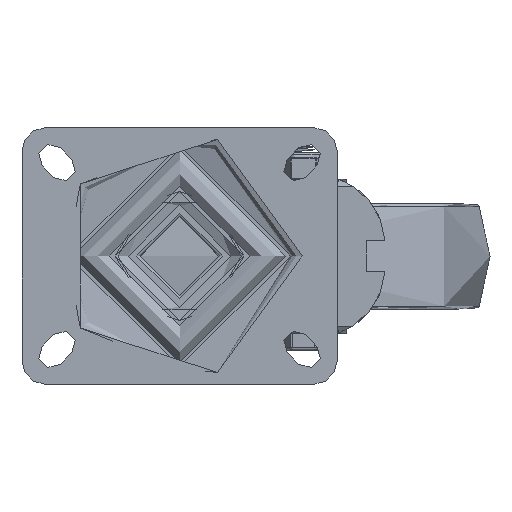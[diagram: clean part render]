
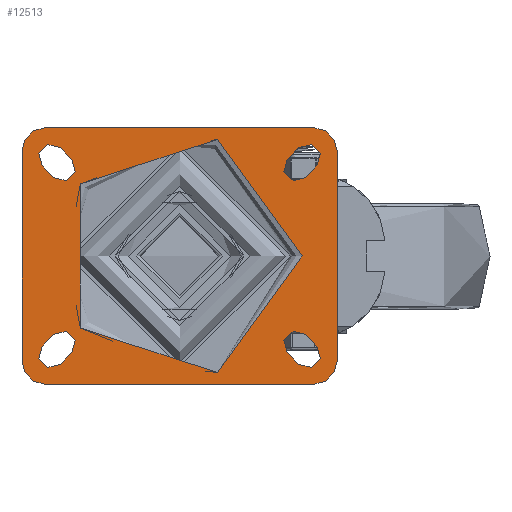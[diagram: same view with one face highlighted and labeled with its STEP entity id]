
A CAD part, top view. The second image highlights one B-rep face of the part: STEP entity #12513.
In plain terms, the highlighted planar face has unit normal (0, 0, 1).
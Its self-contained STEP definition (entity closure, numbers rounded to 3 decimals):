
#1267=FACE_BOUND('',#4782,.T.);
#1268=FACE_BOUND('',#4783,.T.);
#1269=FACE_BOUND('',#4784,.T.);
#1270=FACE_BOUND('',#4785,.T.);
#1271=FACE_BOUND('',#4786,.T.);
#1516=PLANE('',#13683);
#2212=LINE('',#30735,#2993);
#2213=LINE('',#30736,#2994);
#2214=LINE('',#30737,#2995);
#2215=LINE('',#30738,#2996);
#2216=LINE('',#30739,#2997);
#2217=LINE('',#30740,#2998);
#2218=LINE('',#30741,#2999);
#2219=LINE('',#30742,#3000);
#2220=LINE('',#30743,#3001);
#2221=LINE('',#30744,#3002);
#2222=LINE('',#30745,#3003);
#2223=LINE('',#30746,#3004);
#2993=VECTOR('',#16321,1000.);
#2994=VECTOR('',#16322,1000.);
#2995=VECTOR('',#16323,1000.);
#2996=VECTOR('',#16324,1000.);
#2997=VECTOR('',#16325,1000.);
#2998=VECTOR('',#16326,1000.);
#2999=VECTOR('',#16327,1000.);
#3000=VECTOR('',#16328,1000.);
#3001=VECTOR('',#16329,1000.);
#3002=VECTOR('',#16330,1000.);
#3003=VECTOR('',#16331,1000.);
#3004=VECTOR('',#16332,1000.);
#3930=FACE_OUTER_BOUND('',#4781,.T.);
#4781=EDGE_LOOP('',(#11346,#11347,#11348,#11349,#11350,#11351,#11352,#11353));
#4782=EDGE_LOOP('',(#11354));
#4783=EDGE_LOOP('',(#11355,#11356,#11357,#11358));
#4784=EDGE_LOOP('',(#11359,#11360,#11361,#11362));
#4785=EDGE_LOOP('',(#11363,#11364,#11365,#11366));
#4786=EDGE_LOOP('',(#11367,#11368,#11369,#11370));
#5261=CIRCLE('',#13595,5.5);
#5262=CIRCLE('',#13597,5.5);
#5265=CIRCLE('',#13601,5.5);
#5266=CIRCLE('',#13603,5.5);
#5269=CIRCLE('',#13607,5.5);
#5270=CIRCLE('',#13609,5.5);
#5273=CIRCLE('',#13613,5.5);
#5274=CIRCLE('',#13615,5.5);
#5280=CIRCLE('',#13624,10.);
#5282=CIRCLE('',#13627,10.);
#5284=CIRCLE('',#13630,10.);
#5286=CIRCLE('',#13633,10.);
#5290=CIRCLE('',#13638,52.494);
#6327=VERTEX_POINT('',#28313);
#6328=VERTEX_POINT('',#28315);
#6329=VERTEX_POINT('',#28319);
#6330=VERTEX_POINT('',#28320);
#6335=VERTEX_POINT('',#28331);
#6336=VERTEX_POINT('',#28333);
#6337=VERTEX_POINT('',#28337);
#6338=VERTEX_POINT('',#28338);
#6343=VERTEX_POINT('',#28349);
#6344=VERTEX_POINT('',#28351);
#6345=VERTEX_POINT('',#28355);
#6346=VERTEX_POINT('',#28356);
#6351=VERTEX_POINT('',#28367);
#6352=VERTEX_POINT('',#28369);
#6353=VERTEX_POINT('',#28373);
#6354=VERTEX_POINT('',#28374);
#6360=VERTEX_POINT('',#28392);
#6361=VERTEX_POINT('',#28393);
#6364=VERTEX_POINT('',#28401);
#6365=VERTEX_POINT('',#28402);
#6368=VERTEX_POINT('',#28410);
#6369=VERTEX_POINT('',#28411);
#6372=VERTEX_POINT('',#28419);
#6373=VERTEX_POINT('',#28420);
#6377=VERTEX_POINT('',#28430);
#7992=EDGE_CURVE('',#6328,#6327,#5261,.T.);
#7994=EDGE_CURVE('',#6329,#6330,#5262,.T.);
#8000=EDGE_CURVE('',#6336,#6335,#5265,.T.);
#8002=EDGE_CURVE('',#6337,#6338,#5266,.T.);
#8008=EDGE_CURVE('',#6344,#6343,#5269,.T.);
#8010=EDGE_CURVE('',#6345,#6346,#5270,.T.);
#8016=EDGE_CURVE('',#6352,#6351,#5273,.T.);
#8018=EDGE_CURVE('',#6353,#6354,#5274,.T.);
#8027=EDGE_CURVE('',#6360,#6361,#5280,.T.);
#8031=EDGE_CURVE('',#6364,#6365,#5282,.T.);
#8035=EDGE_CURVE('',#6368,#6369,#5284,.T.);
#8039=EDGE_CURVE('',#6372,#6373,#5286,.T.);
#8045=EDGE_CURVE('',#6377,#6377,#5290,.T.);
#8080=EDGE_CURVE('',#6369,#6372,#2212,.T.);
#8081=EDGE_CURVE('',#6365,#6368,#2213,.T.);
#8082=EDGE_CURVE('',#6361,#6364,#2214,.T.);
#8083=EDGE_CURVE('',#6373,#6360,#2215,.T.);
#8084=EDGE_CURVE('',#6351,#6353,#2216,.T.);
#8085=EDGE_CURVE('',#6354,#6352,#2217,.T.);
#8086=EDGE_CURVE('',#6343,#6345,#2218,.T.);
#8087=EDGE_CURVE('',#6346,#6344,#2219,.T.);
#8088=EDGE_CURVE('',#6335,#6337,#2220,.T.);
#8089=EDGE_CURVE('',#6338,#6336,#2221,.T.);
#8090=EDGE_CURVE('',#6327,#6329,#2222,.T.);
#8091=EDGE_CURVE('',#6330,#6328,#2223,.T.);
#11346=ORIENTED_EDGE('',*,*,#8039,.F.);
#11347=ORIENTED_EDGE('',*,*,#8080,.F.);
#11348=ORIENTED_EDGE('',*,*,#8035,.F.);
#11349=ORIENTED_EDGE('',*,*,#8081,.F.);
#11350=ORIENTED_EDGE('',*,*,#8031,.F.);
#11351=ORIENTED_EDGE('',*,*,#8082,.F.);
#11352=ORIENTED_EDGE('',*,*,#8027,.F.);
#11353=ORIENTED_EDGE('',*,*,#8083,.F.);
#11354=ORIENTED_EDGE('',*,*,#8045,.F.);
#11355=ORIENTED_EDGE('',*,*,#8084,.T.);
#11356=ORIENTED_EDGE('',*,*,#8018,.T.);
#11357=ORIENTED_EDGE('',*,*,#8085,.T.);
#11358=ORIENTED_EDGE('',*,*,#8016,.T.);
#11359=ORIENTED_EDGE('',*,*,#8086,.T.);
#11360=ORIENTED_EDGE('',*,*,#8010,.T.);
#11361=ORIENTED_EDGE('',*,*,#8087,.T.);
#11362=ORIENTED_EDGE('',*,*,#8008,.T.);
#11363=ORIENTED_EDGE('',*,*,#8088,.T.);
#11364=ORIENTED_EDGE('',*,*,#8002,.T.);
#11365=ORIENTED_EDGE('',*,*,#8089,.T.);
#11366=ORIENTED_EDGE('',*,*,#8000,.T.);
#11367=ORIENTED_EDGE('',*,*,#8090,.T.);
#11368=ORIENTED_EDGE('',*,*,#7994,.T.);
#11369=ORIENTED_EDGE('',*,*,#8091,.T.);
#11370=ORIENTED_EDGE('',*,*,#7992,.T.);
#12513=ADVANCED_FACE('',(#3930,#1267,#1268,#1269,#1270,#1271),#1516,.T.);
#13595=AXIS2_PLACEMENT_3D('',#28316,#16114,#16115);
#13597=AXIS2_PLACEMENT_3D('',#28321,#16119,#16120);
#13601=AXIS2_PLACEMENT_3D('',#28334,#16130,#16131);
#13603=AXIS2_PLACEMENT_3D('',#28339,#16135,#16136);
#13607=AXIS2_PLACEMENT_3D('',#28352,#16146,#16147);
#13609=AXIS2_PLACEMENT_3D('',#28357,#16151,#16152);
#13613=AXIS2_PLACEMENT_3D('',#28370,#16162,#16163);
#13615=AXIS2_PLACEMENT_3D('',#28375,#16167,#16168);
#13624=AXIS2_PLACEMENT_3D('',#28394,#16188,#16189);
#13627=AXIS2_PLACEMENT_3D('',#28403,#16196,#16197);
#13630=AXIS2_PLACEMENT_3D('',#28412,#16204,#16205);
#13633=AXIS2_PLACEMENT_3D('',#28421,#16212,#16213);
#13638=AXIS2_PLACEMENT_3D('',#28432,#16224,#16225);
#13683=AXIS2_PLACEMENT_3D('',#30734,#16319,#16320);
#16114=DIRECTION('center_axis',(0.,0.,-1.));
#16115=DIRECTION('ref_axis',(-1.,0.,0.));
#16119=DIRECTION('center_axis',(0.,0.,-1.));
#16120=DIRECTION('ref_axis',(-1.,0.,0.));
#16130=DIRECTION('center_axis',(0.,0.,-1.));
#16131=DIRECTION('ref_axis',(-1.,0.,0.));
#16135=DIRECTION('center_axis',(0.,0.,-1.));
#16136=DIRECTION('ref_axis',(-1.,0.,0.));
#16146=DIRECTION('center_axis',(0.,0.,-1.));
#16147=DIRECTION('ref_axis',(1.,0.,0.));
#16151=DIRECTION('center_axis',(0.,0.,-1.));
#16152=DIRECTION('ref_axis',(1.,0.,0.));
#16162=DIRECTION('center_axis',(0.,0.,-1.));
#16163=DIRECTION('ref_axis',(1.,0.,0.));
#16167=DIRECTION('center_axis',(0.,0.,-1.));
#16168=DIRECTION('ref_axis',(1.,0.,0.));
#16188=DIRECTION('center_axis',(0.,0.,-1.));
#16189=DIRECTION('ref_axis',(-0.707,0.707,0.));
#16196=DIRECTION('center_axis',(0.,0.,-1.));
#16197=DIRECTION('ref_axis',(0.707,0.707,0.));
#16204=DIRECTION('center_axis',(0.,0.,-1.));
#16205=DIRECTION('ref_axis',(0.707,-0.707,0.));
#16212=DIRECTION('center_axis',(0.,0.,-1.));
#16213=DIRECTION('ref_axis',(-0.707,-0.707,0.));
#16224=DIRECTION('center_axis',(0.,0.,1.));
#16225=DIRECTION('ref_axis',(-1.,0.,0.));
#16319=DIRECTION('center_axis',(0.,0.,1.));
#16320=DIRECTION('ref_axis',(1.,0.,0.));
#16321=DIRECTION('',(-1.,0.,0.));
#16322=DIRECTION('',(0.,-1.,0.));
#16323=DIRECTION('',(1.,0.,0.));
#16324=DIRECTION('',(0.,1.,0.));
#16325=DIRECTION('',(0.707,-0.707,0.));
#16326=DIRECTION('',(-0.707,0.707,0.));
#16327=DIRECTION('',(0.707,0.707,0.));
#16328=DIRECTION('',(-0.707,-0.707,0.));
#16329=DIRECTION('',(-0.707,-0.707,0.));
#16330=DIRECTION('',(0.707,0.707,0.));
#16331=DIRECTION('',(-0.707,0.707,0.));
#16332=DIRECTION('',(0.707,-0.707,0.));
#28313=CARTESIAN_POINT('',(51.086,-46.364,0.));
#28315=CARTESIAN_POINT('',(58.864,-38.586,0.));
#28316=CARTESIAN_POINT('Origin',(54.975,-42.475,0.));
#28319=CARTESIAN_POINT('',(46.136,-41.414,0.));
#28320=CARTESIAN_POINT('',(53.914,-33.636,0.));
#28321=CARTESIAN_POINT('Origin',(50.025,-37.525,0.));
#28331=CARTESIAN_POINT('',(58.864,38.586,0.));
#28333=CARTESIAN_POINT('',(51.086,46.364,0.));
#28334=CARTESIAN_POINT('Origin',(54.975,42.475,0.));
#28337=CARTESIAN_POINT('',(53.914,33.636,0.));
#28338=CARTESIAN_POINT('',(46.136,41.414,0.));
#28339=CARTESIAN_POINT('Origin',(50.025,37.525,0.));
#28349=CARTESIAN_POINT('',(-58.864,-38.586,0.));
#28351=CARTESIAN_POINT('',(-51.086,-46.364,0.));
#28352=CARTESIAN_POINT('Origin',(-54.975,-42.475,0.));
#28355=CARTESIAN_POINT('',(-53.914,-33.636,0.));
#28356=CARTESIAN_POINT('',(-46.136,-41.414,0.));
#28357=CARTESIAN_POINT('Origin',(-50.025,-37.525,0.));
#28367=CARTESIAN_POINT('',(-51.086,46.364,0.));
#28369=CARTESIAN_POINT('',(-58.864,38.586,0.));
#28370=CARTESIAN_POINT('Origin',(-54.975,42.475,0.));
#28373=CARTESIAN_POINT('',(-46.136,41.414,0.));
#28374=CARTESIAN_POINT('',(-53.914,33.636,0.));
#28375=CARTESIAN_POINT('Origin',(-50.025,37.525,0.));
#28392=CARTESIAN_POINT('',(-67.5,45.,0.));
#28393=CARTESIAN_POINT('',(-57.5,55.,0.));
#28394=CARTESIAN_POINT('Origin',(-57.5,45.,0.));
#28401=CARTESIAN_POINT('',(57.5,55.,0.));
#28402=CARTESIAN_POINT('',(67.5,45.,0.));
#28403=CARTESIAN_POINT('Origin',(57.5,45.,0.));
#28410=CARTESIAN_POINT('',(67.5,-45.,0.));
#28411=CARTESIAN_POINT('',(57.5,-55.,0.));
#28412=CARTESIAN_POINT('Origin',(57.5,-45.,0.));
#28419=CARTESIAN_POINT('',(-57.5,-55.,0.));
#28420=CARTESIAN_POINT('',(-67.5,-45.,0.));
#28421=CARTESIAN_POINT('Origin',(-57.5,-45.,0.));
#28430=CARTESIAN_POINT('',(52.494,0.,0.));
#28432=CARTESIAN_POINT('Origin',(0.,0.,0.));
#30734=CARTESIAN_POINT('Origin',(0.,0.,0.));
#30735=CARTESIAN_POINT('',(67.5,-55.,0.));
#30736=CARTESIAN_POINT('',(67.5,55.,0.));
#30737=CARTESIAN_POINT('',(-67.5,55.,0.));
#30738=CARTESIAN_POINT('',(-67.5,-55.,0.));
#30739=CARTESIAN_POINT('',(-51.086,46.364,0.));
#30740=CARTESIAN_POINT('',(-58.864,38.586,0.));
#30741=CARTESIAN_POINT('',(-58.864,-38.586,0.));
#30742=CARTESIAN_POINT('',(-51.086,-46.364,0.));
#30743=CARTESIAN_POINT('',(58.864,38.586,0.));
#30744=CARTESIAN_POINT('',(51.086,46.364,0.));
#30745=CARTESIAN_POINT('',(51.086,-46.364,0.));
#30746=CARTESIAN_POINT('',(58.864,-38.586,0.));
